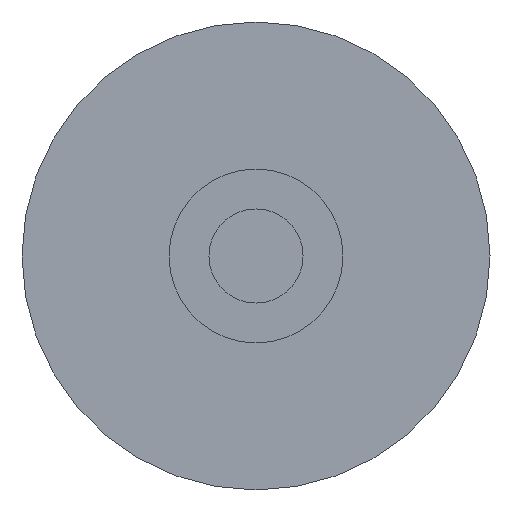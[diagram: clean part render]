
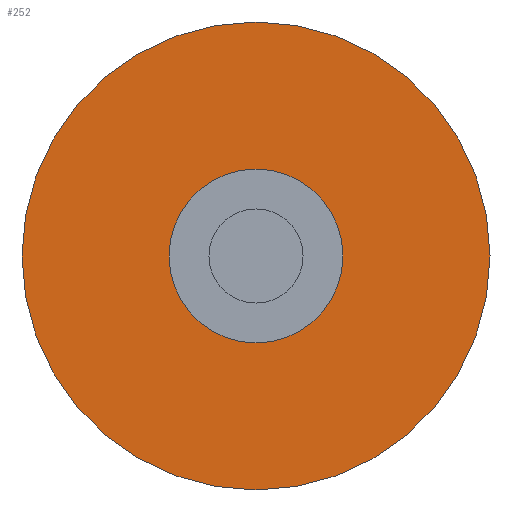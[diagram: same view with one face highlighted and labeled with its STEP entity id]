
A CAD part, front view. The second image highlights one B-rep face of the part: STEP entity #252.
In plain terms, the highlighted planar face has unit normal (0, -1, 0).
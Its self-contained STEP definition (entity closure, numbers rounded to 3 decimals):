
#23=FACE_BOUND('',#65,.T.);
#29=PLANE('',#310);
#44=FACE_OUTER_BOUND('',#64,.T.);
#64=EDGE_LOOP('',(#213));
#65=EDGE_LOOP('',(#214));
#108=CIRCLE('',#309,45.75);
#109=CIRCLE('',#311,10.85);
#129=VERTEX_POINT('',#493);
#130=VERTEX_POINT('',#497);
#158=EDGE_CURVE('',#129,#129,#108,.T.);
#160=EDGE_CURVE('',#130,#130,#109,.T.);
#213=ORIENTED_EDGE('',*,*,#158,.T.);
#214=ORIENTED_EDGE('',*,*,#160,.F.);
#252=ADVANCED_FACE('',(#44,#23),#29,.T.);
#309=AXIS2_PLACEMENT_3D('',#494,#384,#385);
#310=AXIS2_PLACEMENT_3D('',#496,#387,#388);
#311=AXIS2_PLACEMENT_3D('',#498,#389,#390);
#384=DIRECTION('center_axis',(0.,-1.,0.));
#385=DIRECTION('ref_axis',(1.,0.,0.));
#387=DIRECTION('center_axis',(0.,-1.,0.));
#388=DIRECTION('ref_axis',(0.,0.,-1.));
#389=DIRECTION('center_axis',(0.,-1.,0.));
#390=DIRECTION('ref_axis',(1.,0.,0.));
#493=CARTESIAN_POINT('',(45.75,22.25,0.));
#494=CARTESIAN_POINT('Origin',(0.,22.25,0.));
#496=CARTESIAN_POINT('Origin',(-10.85,22.25,0.));
#497=CARTESIAN_POINT('',(10.85,22.25,0.));
#498=CARTESIAN_POINT('Origin',(0.,22.25,0.));
